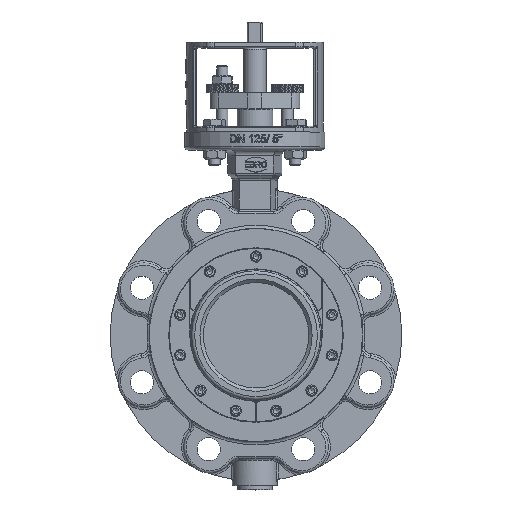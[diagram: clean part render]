
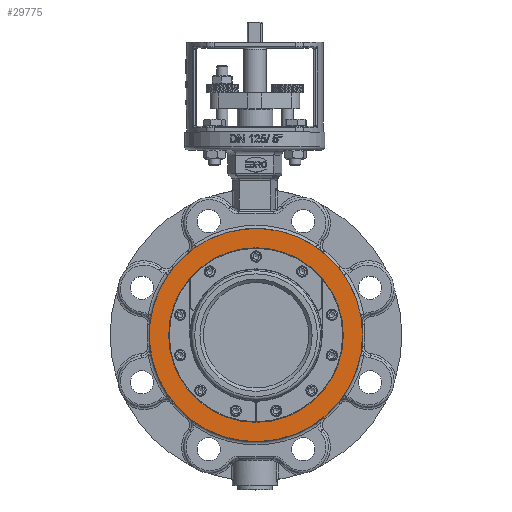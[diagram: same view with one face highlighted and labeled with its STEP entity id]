
A CAD part, top view. The second image highlights one B-rep face of the part: STEP entity #29775.
In plain terms, the highlighted planar face has unit normal (0, 0, 1).
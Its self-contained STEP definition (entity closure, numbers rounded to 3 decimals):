
#3871=PLANE('',#32627);
#4495=FACE_BOUND('',#8817,.T.);
#6625=FACE_OUTER_BOUND('',#8816,.T.);
#8816=EDGE_LOOP('',(#25391));
#8817=EDGE_LOOP('',(#25392));
#10429=CIRCLE('',#32583,95.);
#10457=CIRCLE('',#32628,77.8);
#13846=VERTEX_POINT('',#102760);
#13867=VERTEX_POINT('',#103280);
#17733=EDGE_CURVE('',#13846,#13846,#10429,.T.);
#17773=EDGE_CURVE('',#13867,#13867,#10457,.T.);
#25391=ORIENTED_EDGE('',*,*,#17733,.F.);
#25392=ORIENTED_EDGE('',*,*,#17773,.F.);
#29775=ADVANCED_FACE('',(#6625,#4495),#3871,.F.);
#32583=AXIS2_PLACEMENT_3D('',#102761,#39518,#39519);
#32627=AXIS2_PLACEMENT_3D('',#103279,#39606,#39607);
#32628=AXIS2_PLACEMENT_3D('',#103281,#39608,#39609);
#39518=DIRECTION('center_axis',(0.,0.,-1.));
#39519=DIRECTION('ref_axis',(-1.,0.,0.));
#39606=DIRECTION('center_axis',(0.,0.,-1.));
#39607=DIRECTION('ref_axis',(-1.,0.,0.));
#39608=DIRECTION('center_axis',(0.,0.,1.));
#39609=DIRECTION('ref_axis',(-1.,0.,0.));
#102760=CARTESIAN_POINT('',(95.,0.,47.5));
#102761=CARTESIAN_POINT('Origin',(0.,0.,47.5));
#103279=CARTESIAN_POINT('Origin',(97.427,0.,47.5));
#103280=CARTESIAN_POINT('',(77.8,0.,47.5));
#103281=CARTESIAN_POINT('Origin',(0.,0.,47.5));
